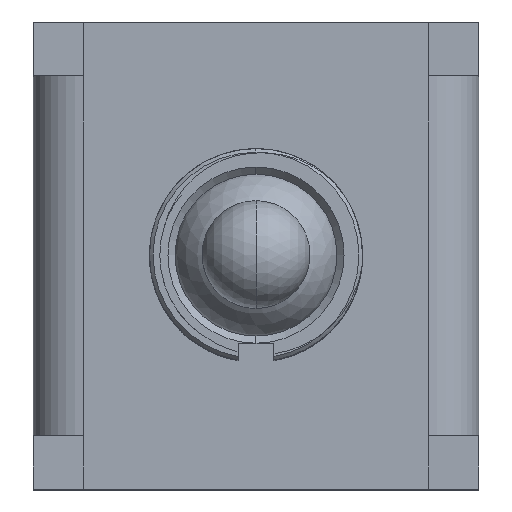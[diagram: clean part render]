
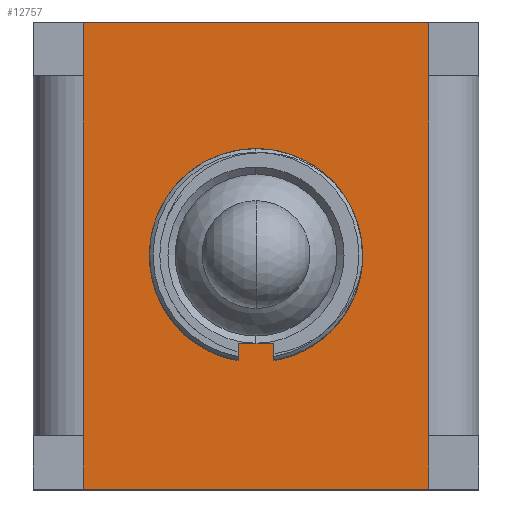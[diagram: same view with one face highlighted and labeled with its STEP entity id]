
A CAD part, top view. The second image highlights one B-rep face of the part: STEP entity #12757.
In plain terms, the highlighted planar face has unit normal (0, 0, 1).
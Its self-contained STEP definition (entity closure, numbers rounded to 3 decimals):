
#260 = DIRECTION ( 'NONE',  ( 0., 1., 0. ) ) ;
#263 = CARTESIAN_POINT ( 'NONE',  ( -4.8, -2.875, 10. ) ) ;
#460 = EDGE_CURVE ( 'NONE', #10439, #11162, #13583, .T. ) ;
#903 = ORIENTED_EDGE ( 'NONE', *, *, #460, .F. ) ;
#1042 = VERTEX_POINT ( 'NONE', #11758 ) ;
#1088 = EDGE_CURVE ( 'NONE', #9759, #13330, #14851, .T. ) ;
#1146 = FACE_OUTER_BOUND ( 'NONE', #5950, .T. ) ;
#1220 = CARTESIAN_POINT ( 'NONE',  ( 0.5, -2.921, 10. ) ) ;
#1254 = ORIENTED_EDGE ( 'NONE', *, *, #9253, .T. ) ;
#1318 = CARTESIAN_POINT ( 'NONE',  ( -4.8, 2.875, 10. ) ) ;
#1598 = EDGE_CURVE ( 'NONE', #15290, #6854, #11009, .T. ) ;
#2121 = CARTESIAN_POINT ( 'NONE',  ( 0., 2.963, 10. ) ) ;
#2384 = VECTOR ( 'NONE', #260, 1000. ) ;
#2465 = PLANE ( 'NONE',  #17236 ) ;
#2522 = VERTEX_POINT ( 'NONE', #12423 ) ;
#2578 = ORIENTED_EDGE ( 'NONE', *, *, #4529, .T. ) ;
#2641 = DIRECTION ( 'NONE',  ( -1., 0., 0. ) ) ;
#3030 = DIRECTION ( 'NONE',  ( 1., 0., 0. ) ) ;
#3259 = ORIENTED_EDGE ( 'NONE', *, *, #5661, .F. ) ;
#3587 = LINE ( 'NONE', #11486, #6823 ) ;
#3658 = ORIENTED_EDGE ( 'NONE', *, *, #12318, .T. ) ;
#3750 = DIRECTION ( 'NONE',  ( 0., 0., -1. ) ) ;
#3760 = DIRECTION ( 'NONE',  ( 0., -1., 0. ) ) ;
#3859 = LINE ( 'NONE', #5066, #10590 ) ;
#3974 = EDGE_LOOP ( 'NONE', ( #1254, #8262, #3259, #903, #13737 ) ) ;
#4207 = DIRECTION ( 'NONE',  ( 0., -1., 0. ) ) ;
#4266 = DIRECTION ( 'NONE',  ( 1., 0., 0. ) ) ;
#4529 = EDGE_CURVE ( 'NONE', #15290, #5140, #3859, .T. ) ;
#4595 = VECTOR ( 'NONE', #16317, 1000. ) ;
#4616 = CARTESIAN_POINT ( 'NONE',  ( -0.5, -2.921, 10. ) ) ;
#4762 = CARTESIAN_POINT ( 'NONE',  ( 4.8, 6.5, 10. ) ) ;
#4891 = CARTESIAN_POINT ( 'NONE',  ( 0., 0., 10. ) ) ;
#5066 = CARTESIAN_POINT ( 'NONE',  ( 0., 6.5, 10. ) ) ;
#5140 = VERTEX_POINT ( 'NONE', #7844 ) ;
#5147 = DIRECTION ( 'NONE',  ( 1., 0., 0. ) ) ;
#5657 = CARTESIAN_POINT ( 'NONE',  ( 0., -6.5, 10. ) ) ;
#5661 = EDGE_CURVE ( 'NONE', #11162, #6195, #8417, .T. ) ;
#5685 = CARTESIAN_POINT ( 'NONE',  ( 0.5, -2.85, 10. ) ) ;
#5950 = EDGE_LOOP ( 'NONE', ( #11680, #11840, #2578, #13365, #7748, #13528, #3658, #14814 ) ) ;
#6008 = CARTESIAN_POINT ( 'NONE',  ( -4.8, -5., 10. ) ) ;
#6195 = VERTEX_POINT ( 'NONE', #1220 ) ;
#6198 = AXIS2_PLACEMENT_3D ( 'NONE', #9685, #15060, #3030 ) ;
#6823 = VECTOR ( 'NONE', #15447, 1000. ) ;
#6854 = VERTEX_POINT ( 'NONE', #7995 ) ;
#7181 = CARTESIAN_POINT ( 'NONE',  ( 4.8, 2.5, 10. ) ) ;
#7748 = ORIENTED_EDGE ( 'NONE', *, *, #1088, .T. ) ;
#7844 = CARTESIAN_POINT ( 'NONE',  ( -4.8, 6.5, 10. ) ) ;
#7858 = DIRECTION ( 'NONE',  ( 0., -1., 0. ) ) ;
#7995 = CARTESIAN_POINT ( 'NONE',  ( 4.8, 5., 10. ) ) ;
#8262 = ORIENTED_EDGE ( 'NONE', *, *, #10823, .T. ) ;
#8417 = LINE ( 'NONE', #5685, #14994 ) ;
#9253 = EDGE_CURVE ( 'NONE', #12118, #11431, #13525, .T. ) ;
#9381 = CARTESIAN_POINT ( 'NONE',  ( 0., 0., 10. ) ) ;
#9685 = CARTESIAN_POINT ( 'NONE',  ( 0., 0., 10. ) ) ;
#9759 = VERTEX_POINT ( 'NONE', #12265 ) ;
#9795 = LINE ( 'NONE', #5657, #12190 ) ;
#10225 = CARTESIAN_POINT ( 'NONE',  ( 4.8, -2.875, 10. ) ) ;
#10439 = VERTEX_POINT ( 'NONE', #16169 ) ;
#10590 = VECTOR ( 'NONE', #2641, 1000. ) ;
#10823 = EDGE_CURVE ( 'NONE', #11431, #6195, #13260, .T. ) ;
#10846 = VECTOR ( 'NONE', #16325, 1000. ) ;
#10876 = LINE ( 'NONE', #263, #4595 ) ;
#10968 = CARTESIAN_POINT ( 'NONE',  ( -4.8, -2.5, 10. ) ) ;
#11009 = LINE ( 'NONE', #14894, #11124 ) ;
#11124 = VECTOR ( 'NONE', #16029, 1000. ) ;
#11162 = VERTEX_POINT ( 'NONE', #16017 ) ;
#11350 = VECTOR ( 'NONE', #7858, 1000. ) ;
#11431 = VERTEX_POINT ( 'NONE', #2121 ) ;
#11486 = CARTESIAN_POINT ( 'NONE',  ( -0.5, -2.85, 10. ) ) ;
#11597 = EDGE_CURVE ( 'NONE', #2522, #6854, #12639, .T. ) ;
#11655 = VECTOR ( 'NONE', #12010, 1000. ) ;
#11680 = ORIENTED_EDGE ( 'NONE', *, *, #11597, .T. ) ;
#11728 = LINE ( 'NONE', #10225, #11350 ) ;
#11742 = EDGE_CURVE ( 'NONE', #12118, #10439, #3587, .T. ) ;
#11758 = CARTESIAN_POINT ( 'NONE',  ( 4.8, -6.5, 10. ) ) ;
#11840 = ORIENTED_EDGE ( 'NONE', *, *, #1598, .F. ) ;
#11871 = AXIS2_PLACEMENT_3D ( 'NONE', #9381, #3750, #5147 ) ;
#12010 = DIRECTION ( 'NONE',  ( 1., 0., 0. ) ) ;
#12118 = VERTEX_POINT ( 'NONE', #4616 ) ;
#12190 = VECTOR ( 'NONE', #4266, 1000. ) ;
#12265 = CARTESIAN_POINT ( 'NONE',  ( -4.8, 5., 10. ) ) ;
#12318 = EDGE_CURVE ( 'NONE', #16446, #1042, #9795, .T. ) ;
#12423 = CARTESIAN_POINT ( 'NONE',  ( 4.8, -5., 10. ) ) ;
#12639 = LINE ( 'NONE', #7181, #14120 ) ;
#12757 = ADVANCED_FACE ( 'NONE', ( #17111, #1146 ), #2465, .T. ) ;
#13190 = EDGE_CURVE ( 'NONE', #9759, #5140, #14837, .T. ) ;
#13260 = CIRCLE ( 'NONE', #11871, 2.963 ) ;
#13330 = VERTEX_POINT ( 'NONE', #6008 ) ;
#13365 = ORIENTED_EDGE ( 'NONE', *, *, #13190, .F. ) ;
#13443 = EDGE_CURVE ( 'NONE', #2522, #1042, #11728, .T. ) ;
#13525 = CIRCLE ( 'NONE', #6198, 2.963 ) ;
#13528 = ORIENTED_EDGE ( 'NONE', *, *, #14229, .F. ) ;
#13583 = LINE ( 'NONE', #14826, #11655 ) ;
#13737 = ORIENTED_EDGE ( 'NONE', *, *, #11742, .F. ) ;
#14120 = VECTOR ( 'NONE', #15117, 1000. ) ;
#14229 = EDGE_CURVE ( 'NONE', #16446, #13330, #10876, .T. ) ;
#14814 = ORIENTED_EDGE ( 'NONE', *, *, #13443, .F. ) ;
#14826 = CARTESIAN_POINT ( 'NONE',  ( 0., -2.45, 10. ) ) ;
#14837 = LINE ( 'NONE', #1318, #2384 ) ;
#14851 = LINE ( 'NONE', #10968, #10846 ) ;
#14894 = CARTESIAN_POINT ( 'NONE',  ( 4.8, 2.875, 10. ) ) ;
#14994 = VECTOR ( 'NONE', #4207, 1000. ) ;
#15060 = DIRECTION ( 'NONE',  ( 0., 0., -1. ) ) ;
#15117 = DIRECTION ( 'NONE',  ( 0., 1., 0. ) ) ;
#15290 = VERTEX_POINT ( 'NONE', #4762 ) ;
#15447 = DIRECTION ( 'NONE',  ( 0., 1., 0. ) ) ;
#15802 = DIRECTION ( 'NONE',  ( 0., 0., 1. ) ) ;
#15947 = CARTESIAN_POINT ( 'NONE',  ( -4.8, -6.5, 10. ) ) ;
#16017 = CARTESIAN_POINT ( 'NONE',  ( 0.5, -2.45, 10. ) ) ;
#16029 = DIRECTION ( 'NONE',  ( 0., -1., 0. ) ) ;
#16169 = CARTESIAN_POINT ( 'NONE',  ( -0.5, -2.45, 10. ) ) ;
#16317 = DIRECTION ( 'NONE',  ( 0., 1., 0. ) ) ;
#16325 = DIRECTION ( 'NONE',  ( 0., -1., 0. ) ) ;
#16446 = VERTEX_POINT ( 'NONE', #15947 ) ;
#17111 = FACE_BOUND ( 'NONE', #3974, .T. ) ;
#17236 = AXIS2_PLACEMENT_3D ( 'NONE', #4891, #15802, #3760 ) ;
